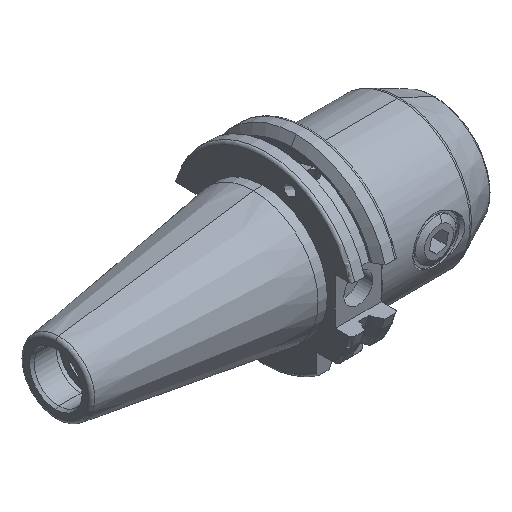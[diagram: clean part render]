
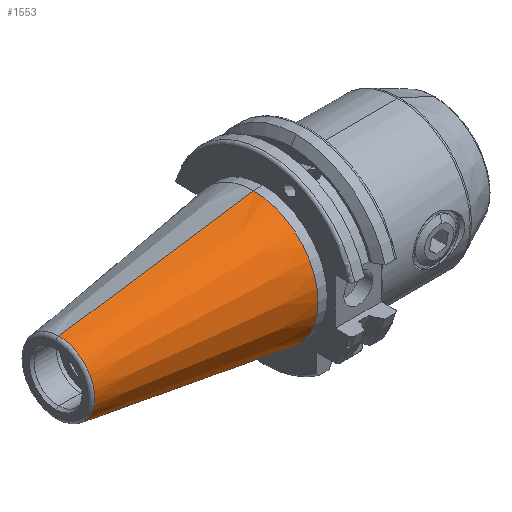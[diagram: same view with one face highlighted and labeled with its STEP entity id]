
A CAD part, isometric view. The second image highlights one B-rep face of the part: STEP entity #1553.
In plain terms, the highlighted conical face has half-angle 8.297 degrees and reference radius 22.225 mm.
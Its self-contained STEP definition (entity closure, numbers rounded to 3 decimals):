
#291 = CARTESIAN_POINT ( 'NONE',  ( 0., 0., 22.225 ) ) ;
#361 = DIRECTION ( 'NONE',  ( 0.99, 0., -0.144 ) ) ;
#362 = CARTESIAN_POINT ( 'NONE',  ( 0., 0., -22.225 ) ) ;
#363 = LINE ( 'NONE', #362, #380 ) ;
#364 = DIRECTION ( 'NONE',  ( -1., 0., 0. ) ) ;
#365 = CARTESIAN_POINT ( 'NONE',  ( 0., 0., 0. ) ) ;
#366 = AXIS2_PLACEMENT_3D ( 'NONE', #365, #364, #369 ) ;
#367 = CIRCLE ( 'NONE', #366, 22.225 ) ;
#369 = DIRECTION ( 'NONE',  ( 0., 0., -1. ) ) ;
#380 = VECTOR ( 'NONE', #361, 1000. ) ;
#397 = CARTESIAN_POINT ( 'NONE',  ( 0., 0., -22.225 ) ) ;
#407 = CONICAL_SURFACE ( 'NONE', #439, 22.225, 0.145 ) ;
#417 = DIRECTION ( 'NONE',  ( 0.99, 0., 0.144 ) ) ;
#418 = VECTOR ( 'NONE', #417, 1000. ) ;
#419 = CARTESIAN_POINT ( 'NONE',  ( 0., 0., 22.225 ) ) ;
#420 = LINE ( 'NONE', #419, #418 ) ;
#426 = FACE_OUTER_BOUND ( 'NONE', #1554, .T. ) ;
#429 = DIRECTION ( 'NONE',  ( 1., 0., 0. ) ) ;
#438 = DIRECTION ( 'NONE',  ( 0., 0., 1. ) ) ;
#439 = AXIS2_PLACEMENT_3D ( 'NONE', #441, #429, #438 ) ;
#441 = CARTESIAN_POINT ( 'NONE',  ( 0., 0., 0. ) ) ;
#1512 = ORIENTED_EDGE ( 'NONE', *, *, #1567, .F. ) ;
#1513 = VERTEX_POINT ( 'NONE', #291 ) ;
#1545 = EDGE_CURVE ( 'NONE', #4300, #1563, #363, .T. ) ;
#1547 = EDGE_CURVE ( 'NONE', #1563, #1513, #367, .T. ) ;
#1553 = ADVANCED_FACE ( 'NONE', ( #426 ), #407, .T. ) ;
#1554 = EDGE_LOOP ( 'NONE', ( #1568, #1565, #1564, #1512 ) ) ;
#1563 = VERTEX_POINT ( 'NONE', #397 ) ;
#1564 = ORIENTED_EDGE ( 'NONE', *, *, #1547, .T. ) ;
#1565 = ORIENTED_EDGE ( 'NONE', *, *, #1545, .T. ) ;
#1567 = EDGE_CURVE ( 'NONE', #4284, #1513, #420, .T. ) ;
#1568 = ORIENTED_EDGE ( 'NONE', *, *, #4305, .F. ) ;
#3680 = AXIS2_PLACEMENT_3D ( 'NONE', #3691, #3694, #3693 ) ;
#3681 = CIRCLE ( 'NONE', #3680, 12.4 ) ;
#3691 = CARTESIAN_POINT ( 'NONE',  ( -67.373, 0., 0. ) ) ;
#3693 = DIRECTION ( 'NONE',  ( 0., 0., -1. ) ) ;
#3694 = DIRECTION ( 'NONE',  ( -1., 0., 0. ) ) ;
#3721 = CARTESIAN_POINT ( 'NONE',  ( -67.373, 0., 12.4 ) ) ;
#3745 = CARTESIAN_POINT ( 'NONE',  ( -67.373, 0., -12.4 ) ) ;
#4284 = VERTEX_POINT ( 'NONE', #3721 ) ;
#4300 = VERTEX_POINT ( 'NONE', #3745 ) ;
#4305 = EDGE_CURVE ( 'NONE', #4300, #4284, #3681, .T. ) ;
